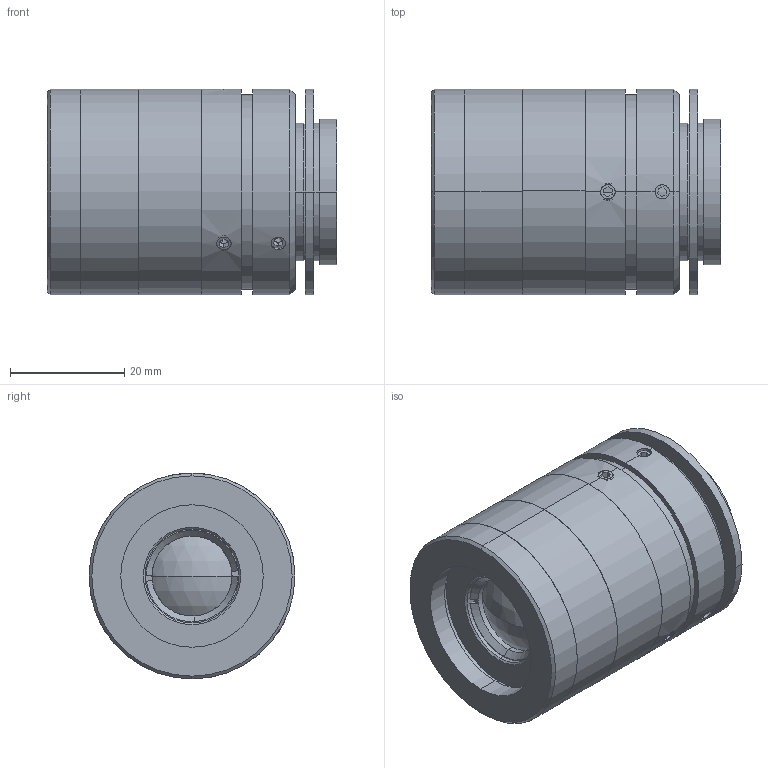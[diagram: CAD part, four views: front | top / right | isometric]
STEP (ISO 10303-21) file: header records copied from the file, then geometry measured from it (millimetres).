
FILE_DESCRIPTION (( 'STEP AP203' ), '1' );
FILE_NAME ('XF-MH055X55B-1.1C.STEP', '2024-08-06T03:01:24', ( '' ), ( '' ), 'SwSTEP 2.0', 'SolidWorks 2022', '' );
FILE_SCHEMA (( 'CONFIG_CONTROL_DESIGN' ));
Length unit declared in the file: millimetre
Products named in the file (1): XF-MH055X55B-1.1C
Bounding box: 50.59 x 36 x 36 mm (x, y, z)
Surface area: 11384.2 mm2 (no closed solid volume)
Topology: 0 solids, 16 shells, 136 faces, 382 edges, 248 vertices
Faces by surface type: plane 71, cylinder 38, cone 25, sphere 2
Entity records: 4682 total; most frequent: CARTESIAN_POINT 1113, DIRECTION 775, ORIENTED_EDGE 621, EDGE_CURVE 374, AXIS2_PLACEMENT_3D 286, VERTEX_POINT 248, LINE 203, VECTOR 203
